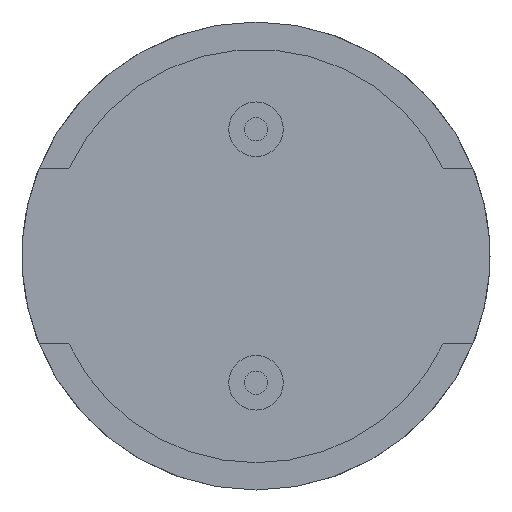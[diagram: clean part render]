
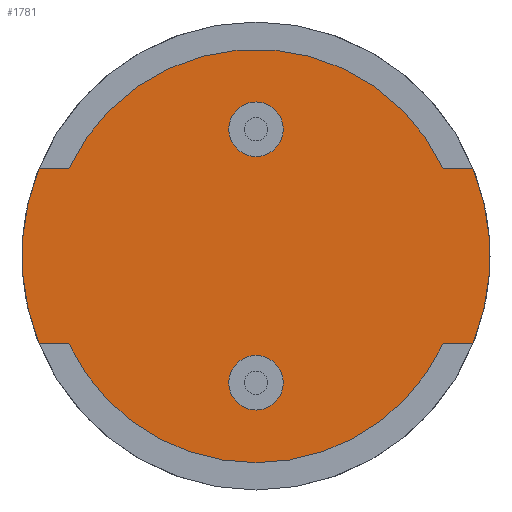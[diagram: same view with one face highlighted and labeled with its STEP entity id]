
A CAD part, front view. The second image highlights one B-rep face of the part: STEP entity #1781.
In plain terms, the highlighted planar face has unit normal (0, -1, 0).
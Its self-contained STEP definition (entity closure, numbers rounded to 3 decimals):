
#21 = CIRCLE ( 'NONE', #846, 5.3 ) ;
#25 = EDGE_CURVE ( 'NONE', #1811, #1580, #279, .T. ) ;
#42 = CARTESIAN_POINT ( 'NONE',  ( 4.799, 0.37, 2.25 ) ) ;
#96 = EDGE_LOOP ( 'NONE', ( #1283, #3654, #1551, #1805, #3707, #3821, #1507, #523, #1975 ) ) ;
#102 = DIRECTION ( 'NONE',  ( 0., -1., 0. ) ) ;
#260 = AXIS2_PLACEMENT_3D ( 'NONE', #2392, #388, #2732 ) ;
#279 = LINE ( 'NONE', #3355, #1957 ) ;
#374 = LINE ( 'NONE', #1358, #2950 ) ;
#388 = DIRECTION ( 'NONE',  ( 0., -1., 0. ) ) ;
#523 = ORIENTED_EDGE ( 'NONE', *, *, #1719, .T. ) ;
#542 = CARTESIAN_POINT ( 'NONE',  ( 5.562, 0.37, 2.25 ) ) ;
#573 = EDGE_CURVE ( 'NONE', #1000, #1124, #374, .T. ) ;
#620 = CARTESIAN_POINT ( 'NONE',  ( 0., 0.37, 0. ) ) ;
#661 = EDGE_CURVE ( 'NONE', #1000, #3371, #943, .T. ) ;
#846 = AXIS2_PLACEMENT_3D ( 'NONE', #1796, #4147, #2120 ) ;
#934 = DIRECTION ( 'NONE',  ( 0., 0., -1. ) ) ;
#943 = CIRCLE ( 'NONE', #4008, 6. ) ;
#959 = DIRECTION ( 'NONE',  ( 0., 0., -1. ) ) ;
#970 = AXIS2_PLACEMENT_3D ( 'NONE', #1921, #102, #934 ) ;
#1000 = VERTEX_POINT ( 'NONE', #542 ) ;
#1042 = DIRECTION ( 'NONE',  ( -1., 0., 0. ) ) ;
#1063 = VECTOR ( 'NONE', #3900, 1000. ) ;
#1124 = VERTEX_POINT ( 'NONE', #42 ) ;
#1138 = EDGE_CURVE ( 'NONE', #1124, #3284, #3760, .T. ) ;
#1162 = CARTESIAN_POINT ( 'NONE',  ( 0., 0.37, 0. ) ) ;
#1211 = AXIS2_PLACEMENT_3D ( 'NONE', #1322, #3679, #1672 ) ;
#1283 = ORIENTED_EDGE ( 'NONE', *, *, #25, .T. ) ;
#1322 = CARTESIAN_POINT ( 'NONE',  ( 0., 0.37, 0. ) ) ;
#1331 = DIRECTION ( 'NONE',  ( 1., 0., 0. ) ) ;
#1358 = CARTESIAN_POINT ( 'NONE',  ( 4.799, 0.37, 2.25 ) ) ;
#1465 = CARTESIAN_POINT ( 'NONE',  ( 5.562, 0.37, -2.25 ) ) ;
#1507 = ORIENTED_EDGE ( 'NONE', *, *, #1138, .T. ) ;
#1509 = LINE ( 'NONE', #4204, #4192 ) ;
#1510 = DIRECTION ( 'NONE',  ( 0., 0., -1. ) ) ;
#1511 = VERTEX_POINT ( 'NONE', #1777 ) ;
#1513 = EDGE_CURVE ( 'NONE', #3329, #4065, #21, .T. ) ;
#1551 = ORIENTED_EDGE ( 'NONE', *, *, #1513, .T. ) ;
#1580 = VERTEX_POINT ( 'NONE', #3170 ) ;
#1585 = CARTESIAN_POINT ( 'NONE',  ( 4.799, 0.37, -2.25 ) ) ;
#1600 = EDGE_CURVE ( 'NONE', #4065, #3371, #1509, .T. ) ;
#1672 = DIRECTION ( 'NONE',  ( 0., 0., -1. ) ) ;
#1719 = EDGE_CURVE ( 'NONE', #3284, #1511, #2863, .T. ) ;
#1777 = CARTESIAN_POINT ( 'NONE',  ( -5.562, 0.37, 2.25 ) ) ;
#1781 = ADVANCED_FACE ( 'NONE', ( #2745 ), #3925, .T. ) ;
#1796 = CARTESIAN_POINT ( 'NONE',  ( 0., 0.37, 0. ) ) ;
#1805 = ORIENTED_EDGE ( 'NONE', *, *, #1600, .T. ) ;
#1808 = CARTESIAN_POINT ( 'NONE',  ( 0., 0.37, -5.3 ) ) ;
#1811 = VERTEX_POINT ( 'NONE', #3964 ) ;
#1855 = DIRECTION ( 'NONE',  ( 1., 0., 0. ) ) ;
#1903 = EDGE_CURVE ( 'NONE', #1811, #1511, #3233, .T. ) ;
#1921 = CARTESIAN_POINT ( 'NONE',  ( 0., 0.37, 0. ) ) ;
#1957 = VECTOR ( 'NONE', #1331, 1000. ) ;
#1975 = ORIENTED_EDGE ( 'NONE', *, *, #1903, .F. ) ;
#2061 = CARTESIAN_POINT ( 'NONE',  ( -4.799, 0.37, 2.25 ) ) ;
#2120 = DIRECTION ( 'NONE',  ( 0., 0., -1. ) ) ;
#2383 = AXIS2_PLACEMENT_3D ( 'NONE', #1162, #3517, #1510 ) ;
#2392 = CARTESIAN_POINT ( 'NONE',  ( 0., 0.37, 0. ) ) ;
#2732 = DIRECTION ( 'NONE',  ( 0., 0., -1. ) ) ;
#2745 = FACE_OUTER_BOUND ( 'NONE', #96, .T. ) ;
#2763 = EDGE_CURVE ( 'NONE', #1580, #3329, #4274, .T. ) ;
#2863 = LINE ( 'NONE', #3565, #1063 ) ;
#2950 = VECTOR ( 'NONE', #1042, 1000. ) ;
#2973 = DIRECTION ( 'NONE',  ( 0., 1., 0. ) ) ;
#3170 = CARTESIAN_POINT ( 'NONE',  ( -4.799, 0.37, -2.25 ) ) ;
#3233 = CIRCLE ( 'NONE', #1211, 6. ) ;
#3284 = VERTEX_POINT ( 'NONE', #2061 ) ;
#3329 = VERTEX_POINT ( 'NONE', #1808 ) ;
#3355 = CARTESIAN_POINT ( 'NONE',  ( -4.799, 0.37, -2.25 ) ) ;
#3371 = VERTEX_POINT ( 'NONE', #1465 ) ;
#3517 = DIRECTION ( 'NONE',  ( 0., -1., 0. ) ) ;
#3565 = CARTESIAN_POINT ( 'NONE',  ( -4.799, 0.37, 2.25 ) ) ;
#3654 = ORIENTED_EDGE ( 'NONE', *, *, #2763, .T. ) ;
#3679 = DIRECTION ( 'NONE',  ( 0., 1., 0. ) ) ;
#3707 = ORIENTED_EDGE ( 'NONE', *, *, #661, .F. ) ;
#3760 = CIRCLE ( 'NONE', #260, 5.3 ) ;
#3821 = ORIENTED_EDGE ( 'NONE', *, *, #573, .T. ) ;
#3900 = DIRECTION ( 'NONE',  ( -1., 0., 0. ) ) ;
#3925 = PLANE ( 'NONE',  #970 ) ;
#3964 = CARTESIAN_POINT ( 'NONE',  ( -5.562, 0.37, -2.25 ) ) ;
#4008 = AXIS2_PLACEMENT_3D ( 'NONE', #620, #2973, #959 ) ;
#4065 = VERTEX_POINT ( 'NONE', #1585 ) ;
#4147 = DIRECTION ( 'NONE',  ( 0., -1., 0. ) ) ;
#4192 = VECTOR ( 'NONE', #1855, 1000. ) ;
#4204 = CARTESIAN_POINT ( 'NONE',  ( 4.799, 0.37, -2.25 ) ) ;
#4274 = CIRCLE ( 'NONE', #2383, 5.3 ) ;
